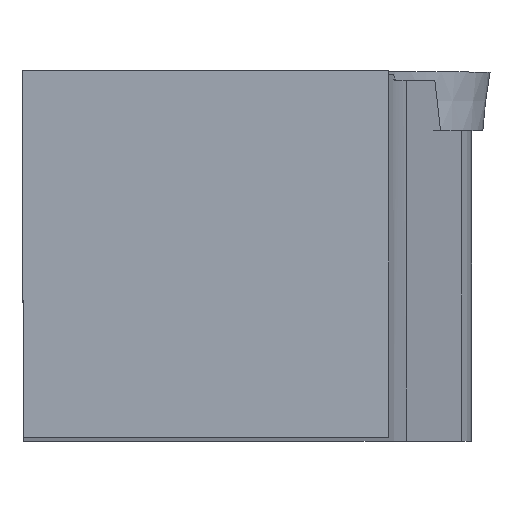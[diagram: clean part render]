
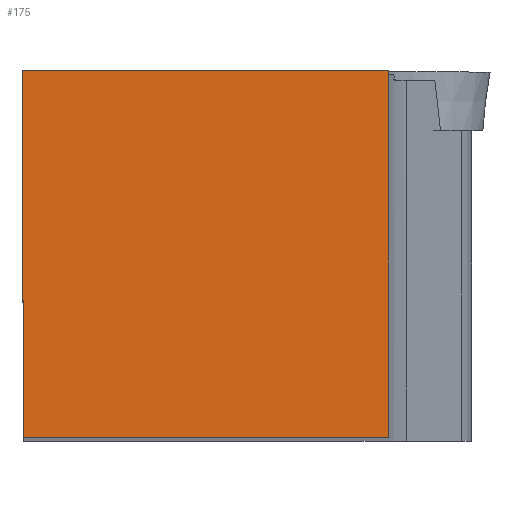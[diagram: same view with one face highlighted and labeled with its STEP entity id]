
A CAD part, top view. The second image highlights one B-rep face of the part: STEP entity #175.
In plain terms, the highlighted planar face has unit normal (0, 0, 1).
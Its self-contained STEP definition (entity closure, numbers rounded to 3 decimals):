
#85=FACE_OUTER_BOUND('',#231,.T.);
#108=LINE('',#793,#132);
#109=LINE('',#796,#133);
#110=LINE('',#798,#134);
#111=LINE('',#800,#135);
#132=VECTOR('',#593,1.);
#133=VECTOR('',#594,1.);
#134=VECTOR('',#595,1.);
#135=VECTOR('',#596,1.);
#175=ADVANCED_FACE('SHANK_FACE_BACK',(#85),#193,.F.);
#193=PLANE('',#511);
#231=EDGE_LOOP('',(#277,#278,#279,#280));
#277=ORIENTED_EDGE('',*,*,#390,.F.);
#278=ORIENTED_EDGE('',*,*,#391,.T.);
#279=ORIENTED_EDGE('',*,*,#392,.T.);
#280=ORIENTED_EDGE('',*,*,#393,.F.);
#356=VERTEX_POINT('',#794);
#357=VERTEX_POINT('',#795);
#358=VERTEX_POINT('',#797);
#359=VERTEX_POINT('',#799);
#390=EDGE_CURVE('',#356,#357,#108,.T.);
#391=EDGE_CURVE('',#356,#358,#109,.T.);
#392=EDGE_CURVE('',#358,#359,#110,.T.);
#393=EDGE_CURVE('',#357,#359,#111,.T.);
#511=AXIS2_PLACEMENT_3D('',#801,#597,#598);
#593=DIRECTION('',(-0.004,1.,0.));
#594=DIRECTION('',(1.,0.,0.));
#595=DIRECTION('',(0.,1.,0.));
#596=DIRECTION('',(1.,0.,0.));
#597=DIRECTION('',(0.,0.,-1.));
#598=DIRECTION('',(-1.,0.,0.));
#793=CARTESIAN_POINT('',(0.689,-137.944,0.));
#794=CARTESIAN_POINT('',(0.087,0.,0.));
#795=CARTESIAN_POINT('',(0.,19.875,0.));
#796=CARTESIAN_POINT('',(-6.494,0.,0.));
#797=CARTESIAN_POINT('',(19.875,0.,0.));
#798=CARTESIAN_POINT('',(19.875,-6.494,0.));
#799=CARTESIAN_POINT('',(19.875,19.875,0.));
#800=CARTESIAN_POINT('',(-6.494,19.875,0.));
#801=CARTESIAN_POINT('',(0.,0.,0.));
